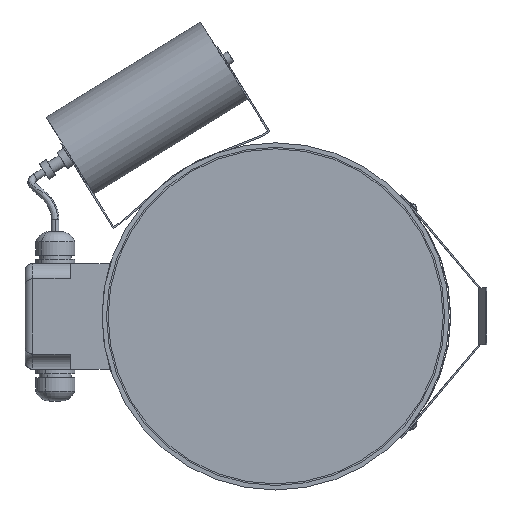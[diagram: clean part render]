
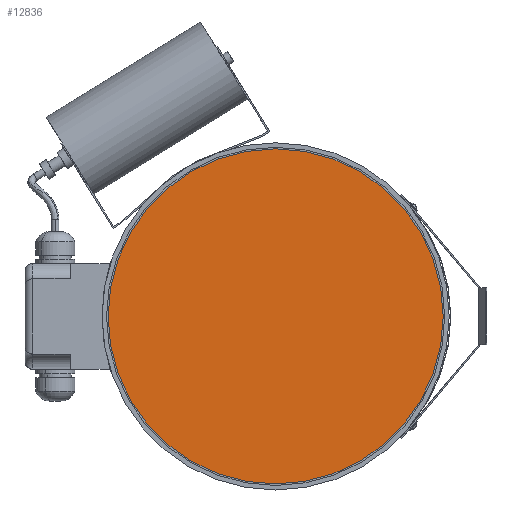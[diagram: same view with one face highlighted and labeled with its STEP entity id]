
A CAD part, left-side view. The second image highlights one B-rep face of the part: STEP entity #12836.
In plain terms, the highlighted planar face has unit normal (-1, 0, 0).
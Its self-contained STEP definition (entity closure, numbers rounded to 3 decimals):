
#6891 = CARTESIAN_POINT ( 'NONE',  ( -66.041, 0., 111. ) ) ;
#6959 = CIRCLE ( 'NONE', #7022, 111. ) ;
#7018 = CARTESIAN_POINT ( 'NONE',  ( -66.041, 0., -111. ) ) ;
#7019 = DIRECTION ( 'NONE',  ( 0., 0., -1. ) ) ;
#7020 = DIRECTION ( 'NONE',  ( 1., 0., 0. ) ) ;
#7021 = CARTESIAN_POINT ( 'NONE',  ( -66.041, 0., 0. ) ) ;
#7022 = AXIS2_PLACEMENT_3D ( 'NONE', #7021, #7020, #7019 ) ;
#7326 = DIRECTION ( 'NONE',  ( 0., 0., -1. ) ) ;
#7327 = DIRECTION ( 'NONE',  ( 1., 0., 0. ) ) ;
#7328 = CARTESIAN_POINT ( 'NONE',  ( -66.041, 0., 0. ) ) ;
#7329 = AXIS2_PLACEMENT_3D ( 'NONE', #7328, #7327, #7326 ) ;
#7330 = CIRCLE ( 'NONE', #7329, 111. ) ;
#7523 = DIRECTION ( 'NONE',  ( 0., 0., -1. ) ) ;
#7524 = DIRECTION ( 'NONE',  ( 1., 0., 0. ) ) ;
#7525 = AXIS2_PLACEMENT_3D ( 'NONE', #7527, #7524, #7523 ) ;
#7527 = CARTESIAN_POINT ( 'NONE',  ( -66.041, 0., 0. ) ) ;
#7528 = PLANE ( 'NONE',  #7525 ) ;
#7532 = FACE_OUTER_BOUND ( 'NONE', #12837, .T. ) ;
#12485 = VERTEX_POINT ( 'NONE', #6891 ) ;
#12544 = EDGE_CURVE ( 'NONE', #12485, #12545, #6959, .T. ) ;
#12545 = VERTEX_POINT ( 'NONE', #7018 ) ;
#12717 = EDGE_CURVE ( 'NONE', #12545, #12485, #7330, .T. ) ;
#12836 = ADVANCED_FACE ( 'NONE', ( #7532 ), #7528, .F. ) ;
#12837 = EDGE_LOOP ( 'NONE', ( #12838, #12893 ) ) ;
#12838 = ORIENTED_EDGE ( 'NONE', *, *, #12717, .F. ) ;
#12893 = ORIENTED_EDGE ( 'NONE', *, *, #12544, .F. ) ;
